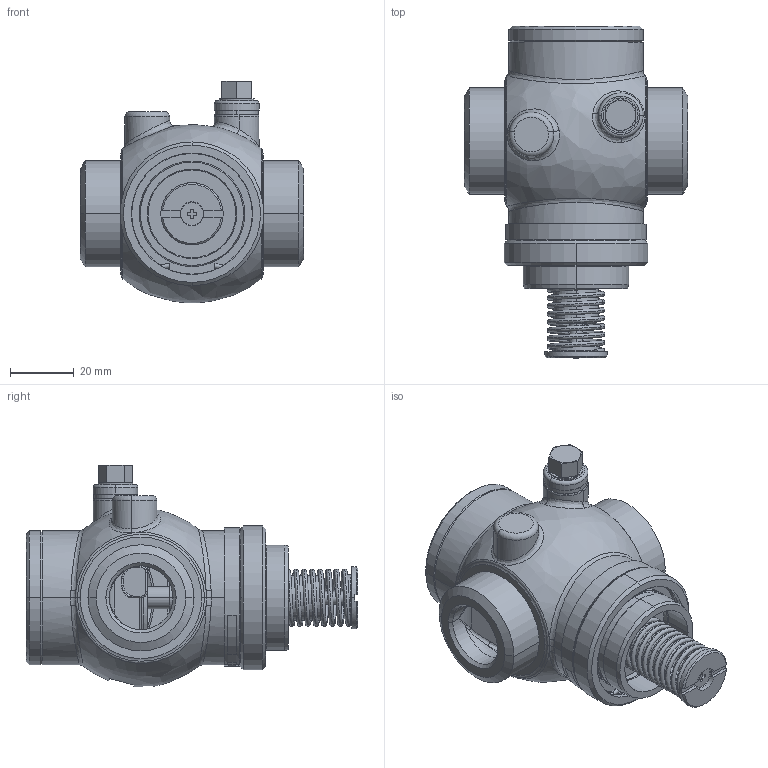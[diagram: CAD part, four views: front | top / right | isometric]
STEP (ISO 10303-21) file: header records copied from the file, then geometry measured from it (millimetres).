
FILE_DESCRIPTION((''),'2;1');
FILE_NAME('065B0792','2010-01-04T',('u243613'),('Danfoss Trata d.o.o.'),'PRO/ENGINEER BY PARAMETRIC TECHNOLOGY CORPORATION, 2009230','PRO/ENGINEER BY PARAMETRIC TECHNOLOGY CORPORATION, 2009230','');
FILE_SCHEMA(('CONFIG_CONTROL_DESIGN'));
Length unit declared in the file: millimetre
Products named in the file (1): 065B0792
Bounding box: 70 x 103.95 x 69.33 mm (x, y, z)
Volume: 97156.1 mm3; surface area: 48463.9 mm2
Topology: 2 solids, 2 shells, 664 faces, 1546 edges, 925 vertices
Faces by surface type: plane 178, cylinder 169, bspline 134, cone 106, torus 75, sphere 2
Entity records: 33470 total; most frequent: CARTESIAN_POINT 19069, ORIENTED_EDGE 3080, DIRECTION 2924, EDGE_CURVE 1540, AXIS2_PLACEMENT_3D 1214, VERTEX_POINT 924, EDGE_LOOP 718, CIRCLE 684
